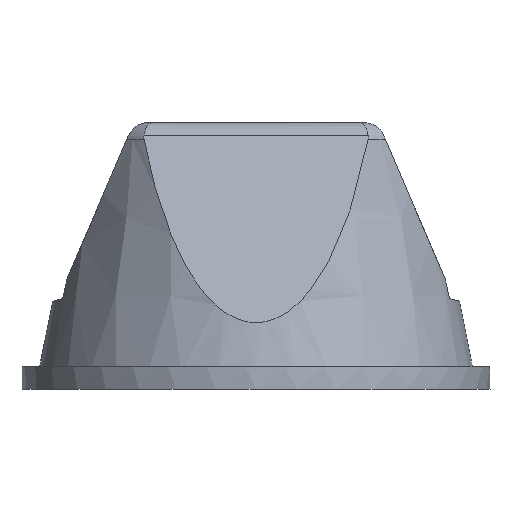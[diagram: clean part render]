
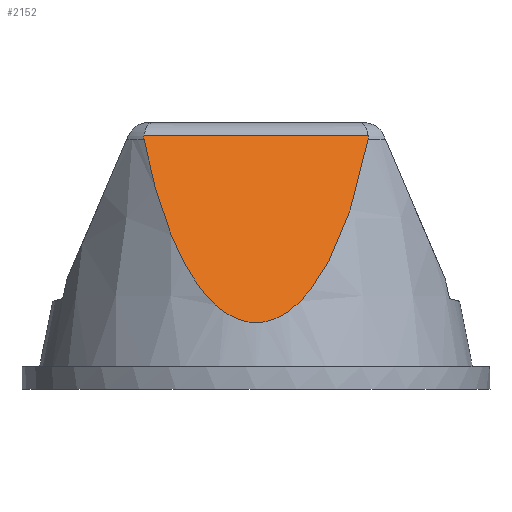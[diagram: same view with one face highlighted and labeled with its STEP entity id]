
A CAD part, front view. The second image highlights one B-rep face of the part: STEP entity #2152.
In plain terms, the highlighted planar face has unit normal (0, -0.919, 0.393).
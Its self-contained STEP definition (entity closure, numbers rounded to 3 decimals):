
#78 = CARTESIAN_POINT ( 'NONE',  ( 77.317, -37.326, 70.268 ) ) ;
#153 = CARTESIAN_POINT ( 'NONE',  ( 123.617, -59.906, 17.5 ) ) ;
#193 = CARTESIAN_POINT ( 'NONE',  ( 77.279, -37.517, 69.823 ) ) ;
#297 = EDGE_CURVE ( 'NONE', #4123, #1733, #1010, .T. ) ;
#335 = CARTESIAN_POINT ( 'NONE',  ( 77.297, -37.136, 70.712 ) ) ;
#363 = CARTESIAN_POINT ( 'NONE',  ( 45.995, -37.073, 70.86 ) ) ;
#384 = CARTESIAN_POINT ( 'NONE',  ( 13.356, -37.517, 69.823 ) ) ;
#440 = CARTESIAN_POINT ( 'NONE',  ( 13.327, -37.411, 70.069 ) ) ;
#456 = CARTESIAN_POINT ( 'NONE',  ( 13.321, -37.369, 70.167 ) ) ;
#595 = FACE_OUTER_BOUND ( 'NONE', #4610, .T. ) ;
#625 = DIRECTION ( 'NONE',  ( -1., 0., 0. ) ) ;
#724 = CARTESIAN_POINT ( 'NONE',  ( 13.338, -37.136, 70.712 ) ) ;
#757 = CARTESIAN_POINT ( 'NONE',  ( 77.254, -37.58, 69.676 ) ) ;
#764 = VERTEX_POINT ( 'NONE', #3800 ) ;
#970 = CARTESIAN_POINT ( 'NONE',  ( 77.314, -37.369, 70.169 ) ) ;
#982 = CARTESIAN_POINT ( 'NONE',  ( 13.358, -37.073, 70.86 ) ) ;
#1010 =( BOUNDED_CURVE ( )  B_SPLINE_CURVE ( 3, ( #1480, #5474, #2908, #1156 ),
 .UNSPECIFIED., .F., .T. ) 
 B_SPLINE_CURVE_WITH_KNOTS ( ( 4, 4 ),
 ( 2.034, 4.249 ),
 .UNSPECIFIED. ) 
 CURVE ( )  GEOMETRIC_REPRESENTATION_ITEM ( )  RATIONAL_B_SPLINE_CURVE ( ( 1., 0.631, 0.631, 1. ) ) 
 REPRESENTATION_ITEM ( '' )  );
#1032 = CARTESIAN_POINT ( 'NONE',  ( 77.316, -37.242, 70.465 ) ) ;
#1049 = PLANE ( 'NONE',  #3954 ) ;
#1077 = DIRECTION ( 'NONE',  ( 0., 0.919, -0.393 ) ) ;
#1088 = CARTESIAN_POINT ( 'NONE',  ( 77.254, -37.58, 69.676 ) ) ;
#1127 = ORIENTED_EDGE ( 'NONE', *, *, #297, .F. ) ;
#1156 = CARTESIAN_POINT ( 'NONE',  ( 13.38, -37.58, 69.676 ) ) ;
#1315 = CARTESIAN_POINT ( 'NONE',  ( 13.32, -37.359, 70.192 ) ) ;
#1480 = CARTESIAN_POINT ( 'NONE',  ( 77.254, -37.58, 69.676 ) ) ;
#1575 = CARTESIAN_POINT ( 'NONE',  ( 77.276, -37.073, 70.86 ) ) ;
#1577 = CARTESIAN_POINT ( 'NONE',  ( 13.318, -37.263, 70.415 ) ) ;
#1733 = VERTEX_POINT ( 'NONE', #3721 ) ;
#1802 = B_SPLINE_CURVE_WITH_KNOTS ( 'NONE', 3,
 ( #3015, #2902, #4110, #724, #2471, #3710, #3679, #4134, #3729, #1577, #3816, #3039, #3216, #2171, #3925, #1315, #456, #4233, #2876, #440, #4314, #3857, #3829, #2963, #384, #4482, #4049, #3178 ),
 .UNSPECIFIED., .F., .F.,
 ( 4, 3, 3, 3, 3, 3, 3, 3, 3, 4 ),
 ( 0., 0.163, 0.325, 0.487, 0.649, 0.729, 0.81, 0.971, 1.133, 1.294 ),
 .UNSPECIFIED. ) ;
#1831 = ORIENTED_EDGE ( 'NONE', *, *, #2795, .T. ) ;
#1875 = CARTESIAN_POINT ( 'NONE',  ( 77.286, -37.496, 69.872 ) ) ;
#1943 = CARTESIAN_POINT ( 'NONE',  ( 77.318, -37.305, 70.317 ) ) ;
#2152 = ADVANCED_FACE ( 'NONE', ( #595 ), #1049, .F. ) ;
#2171 = CARTESIAN_POINT ( 'NONE',  ( 13.318, -37.338, 70.241 ) ) ;
#2258 = CARTESIAN_POINT ( 'NONE',  ( 77.307, -37.178, 70.613 ) ) ;
#2346 = CARTESIAN_POINT ( 'NONE',  ( 77.263, -37.559, 69.725 ) ) ;
#2471 = CARTESIAN_POINT ( 'NONE',  ( 13.332, -37.157, 70.663 ) ) ;
#2522 = CARTESIAN_POINT ( 'NONE',  ( 77.291, -37.115, 70.762 ) ) ;
#2720 = CARTESIAN_POINT ( 'NONE',  ( 77.307, -37.411, 70.07 ) ) ;
#2778 = CARTESIAN_POINT ( 'NONE',  ( 77.313, -37.221, 70.514 ) ) ;
#2795 = EDGE_CURVE ( 'NONE', #4015, #1733, #1802, .T. ) ;
#2834 = CARTESIAN_POINT ( 'NONE',  ( 77.318, -37.284, 70.366 ) ) ;
#2876 = CARTESIAN_POINT ( 'NONE',  ( 13.324, -37.39, 70.118 ) ) ;
#2902 = CARTESIAN_POINT ( 'NONE',  ( 13.35, -37.094, 70.811 ) ) ;
#2908 = CARTESIAN_POINT ( 'NONE',  ( 28.455, -71.694, -10.047 ) ) ;
#2963 = CARTESIAN_POINT ( 'NONE',  ( 13.348, -37.496, 69.872 ) ) ;
#3015 = CARTESIAN_POINT ( 'NONE',  ( 13.358, -37.073, 70.86 ) ) ;
#3037 = B_SPLINE_CURVE_WITH_KNOTS ( 'NONE', 3,
 ( #1088, #2346, #4557, #193, #1875, #3632, #5426, #4100, #2720, #5398, #970, #5368, #78, #1943, #2834, #4469, #1032, #2778, #4530, #2258, #5515, #335, #2522, #3839, #1575 ),
 .UNSPECIFIED., .F., .F.,
 ( 4, 3, 3, 3, 3, 3, 3, 3, 4 ),
 ( 0., 0.162, 0.324, 0.486, 0.647, 0.809, 0.97, 1.132, 1.294 ),
 .UNSPECIFIED. ) ;
#3039 = CARTESIAN_POINT ( 'NONE',  ( 13.317, -37.306, 70.315 ) ) ;
#3178 = CARTESIAN_POINT ( 'NONE',  ( 13.38, -37.58, 69.676 ) ) ;
#3216 = CARTESIAN_POINT ( 'NONE',  ( 13.318, -37.327, 70.266 ) ) ;
#3489 = LINE ( 'NONE', #363, #4136 ) ;
#3584 = ORIENTED_EDGE ( 'NONE', *, *, #4786, .T. ) ;
#3632 = CARTESIAN_POINT ( 'NONE',  ( 77.293, -37.474, 69.922 ) ) ;
#3679 = CARTESIAN_POINT ( 'NONE',  ( 13.324, -37.2, 70.563 ) ) ;
#3710 = CARTESIAN_POINT ( 'NONE',  ( 13.328, -37.179, 70.613 ) ) ;
#3721 = CARTESIAN_POINT ( 'NONE',  ( 13.38, -37.58, 69.676 ) ) ;
#3729 = CARTESIAN_POINT ( 'NONE',  ( 13.319, -37.242, 70.464 ) ) ;
#3800 = CARTESIAN_POINT ( 'NONE',  ( 77.276, -37.073, 70.86 ) ) ;
#3816 = CARTESIAN_POINT ( 'NONE',  ( 13.317, -37.285, 70.365 ) ) ;
#3829 = CARTESIAN_POINT ( 'NONE',  ( 13.342, -37.475, 69.921 ) ) ;
#3839 = CARTESIAN_POINT ( 'NONE',  ( 77.284, -37.094, 70.811 ) ) ;
#3857 = CARTESIAN_POINT ( 'NONE',  ( 13.337, -37.454, 69.97 ) ) ;
#3925 = CARTESIAN_POINT ( 'NONE',  ( 13.319, -37.348, 70.217 ) ) ;
#3954 = AXIS2_PLACEMENT_3D ( 'NONE', #153, #1077, #625 ) ;
#4015 = VERTEX_POINT ( 'NONE', #982 ) ;
#4049 = CARTESIAN_POINT ( 'NONE',  ( 13.371, -37.559, 69.725 ) ) ;
#4100 = CARTESIAN_POINT ( 'NONE',  ( 77.303, -37.432, 70.02 ) ) ;
#4110 = CARTESIAN_POINT ( 'NONE',  ( 13.343, -37.115, 70.762 ) ) ;
#4123 = VERTEX_POINT ( 'NONE', #757 ) ;
#4134 = CARTESIAN_POINT ( 'NONE',  ( 13.321, -37.221, 70.514 ) ) ;
#4136 = VECTOR ( 'NONE', #5192, 1000. ) ;
#4233 = CARTESIAN_POINT ( 'NONE',  ( 13.322, -37.38, 70.143 ) ) ;
#4314 = CARTESIAN_POINT ( 'NONE',  ( 13.332, -37.433, 70.019 ) ) ;
#4469 = CARTESIAN_POINT ( 'NONE',  ( 77.317, -37.263, 70.416 ) ) ;
#4482 = CARTESIAN_POINT ( 'NONE',  ( 13.363, -37.538, 69.774 ) ) ;
#4530 = CARTESIAN_POINT ( 'NONE',  ( 77.31, -37.2, 70.564 ) ) ;
#4557 = CARTESIAN_POINT ( 'NONE',  ( 77.272, -37.538, 69.774 ) ) ;
#4610 = EDGE_LOOP ( 'NONE', ( #1127, #3584, #5003, #1831 ) ) ;
#4786 = EDGE_CURVE ( 'NONE', #4123, #764, #3037, .T. ) ;
#4918 = EDGE_CURVE ( 'NONE', #764, #4015, #3489, .T. ) ;
#5003 = ORIENTED_EDGE ( 'NONE', *, *, #4918, .T. ) ;
#5192 = DIRECTION ( 'NONE',  ( -1., 0., 0. ) ) ;
#5368 = CARTESIAN_POINT ( 'NONE',  ( 77.316, -37.348, 70.218 ) ) ;
#5398 = CARTESIAN_POINT ( 'NONE',  ( 77.31, -37.39, 70.119 ) ) ;
#5426 = CARTESIAN_POINT ( 'NONE',  ( 77.298, -37.453, 69.971 ) ) ;
#5474 = CARTESIAN_POINT ( 'NONE',  ( 62.179, -71.694, -10.047 ) ) ;
#5515 = CARTESIAN_POINT ( 'NONE',  ( 77.302, -37.157, 70.663 ) ) ;
